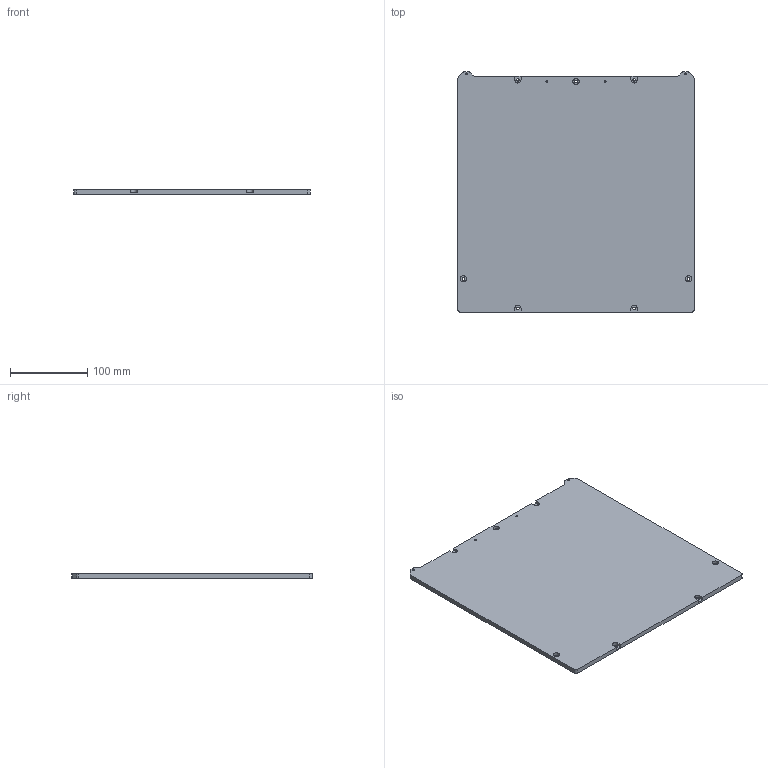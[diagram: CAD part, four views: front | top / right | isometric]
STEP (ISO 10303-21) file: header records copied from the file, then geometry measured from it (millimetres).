
FILE_DESCRIPTION(/* description */ (''),/* implementation_level */ '2;1');
FILE_NAME(/* name */ 'Universal Build Plate 300.step',/* time_stamp */ '2021-09-15T10:12:58-04:00',/* author */ (''),/* organization */ (''),/* preprocessor_version */ 'ST-DEVELOPER v18.1',/* originating_system */ 'Autodesk Translation Framework v10.10.0.1391',/* authorisation */ '');
FILE_SCHEMA (('AUTOMOTIVE_DESIGN { 1 0 10303 214 3 1 1 }'));
Length unit declared in the file: millimetre
Products named in the file (1): Universal Build Plate 300
Bounding box: 305 x 310.5 x 6 mm (x, y, z)
Volume: 557067.7 mm3; surface area: 194368.5 mm2
Topology: 1 solids, 1 shells, 55 faces, 150 edges, 100 vertices
Faces by surface type: cylinder 28, plane 27
Full cylindrical faces by diameter (mm): 2.529 x4, 3.4 x7, 8 x3
Entity records: 1837 total; most frequent: DIRECTION 318, CARTESIAN_POINT 306, ORIENTED_EDGE 300, EDGE_CURVE 150, AXIS2_PLACEMENT_3D 112, VERTEX_POINT 100, LINE 94, VECTOR 94
